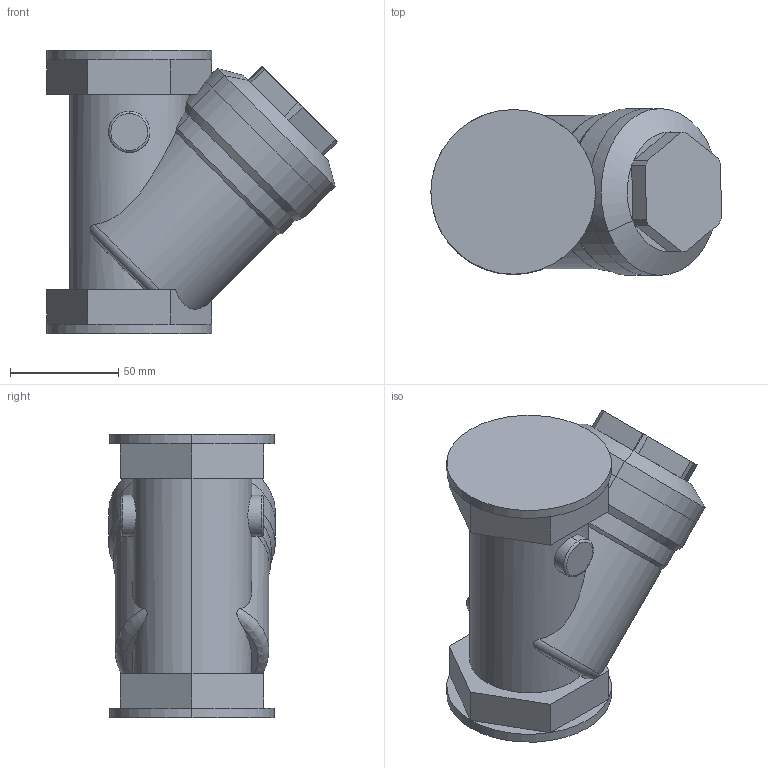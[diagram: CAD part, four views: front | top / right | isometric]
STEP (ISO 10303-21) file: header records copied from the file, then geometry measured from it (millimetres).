
FILE_DESCRIPTION(('CATIA V5 STEP Exchange'),'2;1');
FILE_NAME('STEP_577009_-_TST.stp','2018-02-05T09:19:10+00:00',('none'),('none'),'CATIA Version 5-6 Release 2016 SP4','CATIA V5 STEP AP203','none');
FILE_SCHEMA(('CONFIG_CONTROL_DESIGN'));
Length unit declared in the file: millimetre
Products named in the file (1): 577009
Bounding box: 134.12 x 76.98 x 131 mm (x, y, z)
Volume: 700738.7 mm3; surface area: 55511.3 mm2
Topology: 1 solids, 1 shells, 100 faces, 250 edges, 153 vertices
Faces by surface type: plane 57, cylinder 27, cone 10, torus 6
Entity records: 2804 total; most frequent: CARTESIAN_POINT 736, ORIENTED_EDGE 500, DIRECTION 281, EDGE_CURVE 250, VERTEX_POINT 153, AXIS2_PLACEMENT_3D 131, VECTOR 113, LINE 113
